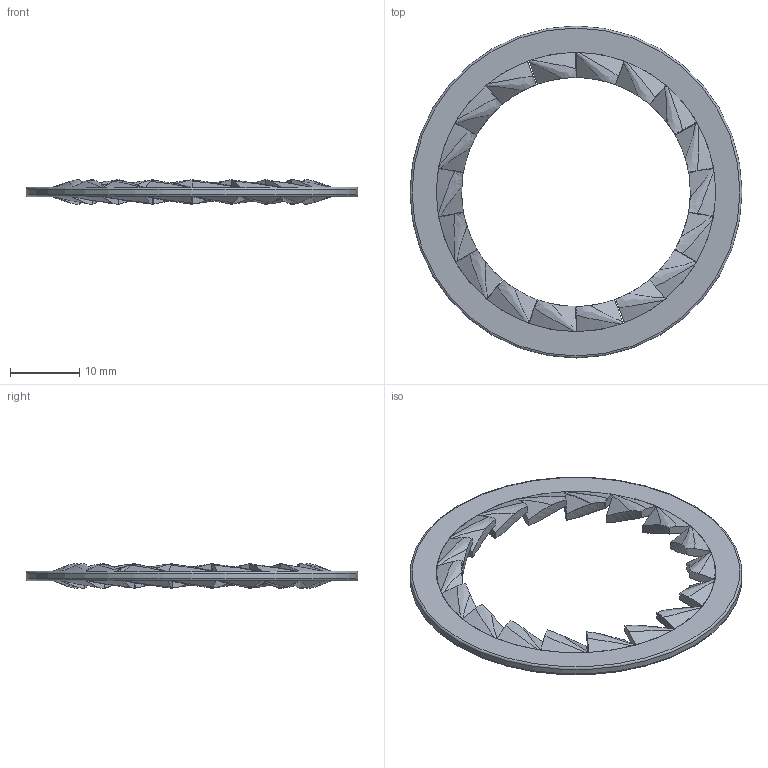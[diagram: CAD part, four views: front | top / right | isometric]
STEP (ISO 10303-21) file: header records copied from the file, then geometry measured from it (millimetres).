
FILE_DESCRIPTION(/* description */ ('Vibrationsdruckring M'),/* implementation_level */ '2;1');
FILE_NAME(/* name */ '01280329-RST.stp',/* time_stamp */ '2020-10-08T10:20:51+02:00',/* author */ ('sl'),/* organization */ (''),/* preprocessor_version */ 'ST-DEVELOPER v16.5',/* originating_system */ 'Autodesk Inventor 2017',/* authorisation */ '');
FILE_SCHEMA (('AUTOMOTIVE_DESIGN { 1 0 10303 214 3 1 1 }'));
Length unit declared in the file: millimetre
Products named in the file (3): 01280329; Vibrationsdruckring-01_BT0001-01280329; 01280329_1
Assembly tree (20 placements, depth 2):
  01280329
    Vibrationsdruckring-01_BT0001-01280329
    01280329_1  x19
Bounding box: 48 x 48 x 3.58 mm (x, y, z)
Volume: 1539.3 mm3; surface area: 2865.8 mm2
Topology: 20 solids, 20 shells, 196 faces, 466 edges, 310 vertices
Faces by surface type: plane 78, cylinder 40, bspline 38, cone 38, torus 2
Full cylindrical faces by diameter (mm): 40.4 x1, 48 x1
Entity records: 777 total; most frequent: CARTESIAN_POINT 237, DIRECTION 114, ORIENTED_EDGE 60, AXIS2_PLACEMENT_3D 53, EDGE_CURVE 30, PRODUCT_DEFINITION_SHAPE 23, EDGE_LOOP 22, VERTEX_POINT 22
